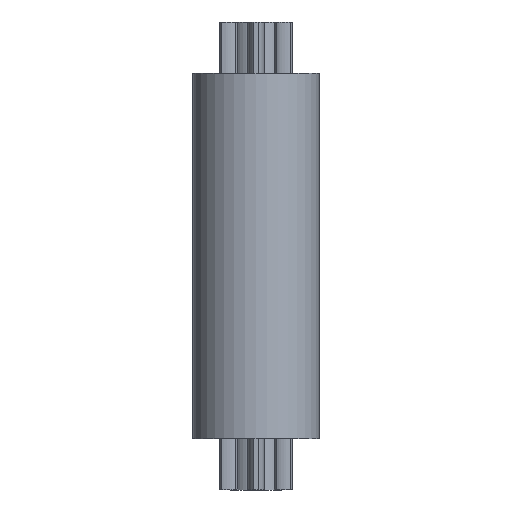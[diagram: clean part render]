
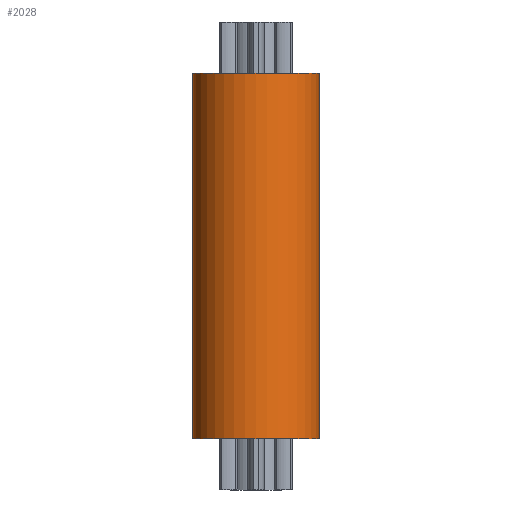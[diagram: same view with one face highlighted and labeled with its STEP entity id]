
A CAD part, front view. The second image highlights one B-rep face of the part: STEP entity #2028.
In plain terms, the highlighted cylindrical face has radius 3.7 mm (diameter 7.4 mm), a partial arc.
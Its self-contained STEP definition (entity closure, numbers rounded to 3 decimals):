
#217 = EDGE_CURVE ( 'NONE', #2240, #1983, #873, .T. ) ;
#345 = FACE_OUTER_BOUND ( 'NONE', #2649, .T. ) ;
#386 = AXIS2_PLACEMENT_3D ( 'NONE', #2225, #2487, #1661 ) ;
#556 = CARTESIAN_POINT ( 'NONE',  ( 3.7, 0., 34.765 ) ) ;
#610 = DIRECTION ( 'NONE',  ( -1., 0., 0. ) ) ;
#621 = VECTOR ( 'NONE', #1843, 1000. ) ;
#687 = LINE ( 'NONE', #2139, #621 ) ;
#825 = ORIENTED_EDGE ( 'NONE', *, *, #1851, .F. ) ;
#873 = LINE ( 'NONE', #556, #1358 ) ;
#1037 = DIRECTION ( 'NONE',  ( 1., 0., 0. ) ) ;
#1358 = VECTOR ( 'NONE', #2029, 1000. ) ;
#1436 = CARTESIAN_POINT ( 'NONE',  ( 3.7, 0., 3. ) ) ;
#1489 = ORIENTED_EDGE ( 'NONE', *, *, #2513, .T. ) ;
#1496 = CARTESIAN_POINT ( 'NONE',  ( -3.7, 0., 3. ) ) ;
#1546 = ORIENTED_EDGE ( 'NONE', *, *, #2685, .T. ) ;
#1661 = DIRECTION ( 'NONE',  ( -1., 0., 0. ) ) ;
#1781 = CYLINDRICAL_SURFACE ( 'NONE', #3350, 3.7 ) ;
#1843 = DIRECTION ( 'NONE',  ( 0., 0., -1. ) ) ;
#1849 = VERTEX_POINT ( 'NONE', #2821 ) ;
#1851 = EDGE_CURVE ( 'NONE', #1983, #2687, #3473, .T. ) ;
#1926 = CARTESIAN_POINT ( 'NONE',  ( 0., 0., 24.3 ) ) ;
#1983 = VERTEX_POINT ( 'NONE', #1436 ) ;
#2003 = CARTESIAN_POINT ( 'NONE',  ( 0., 0., 34.765 ) ) ;
#2028 = ADVANCED_FACE ( 'NONE', ( #345 ), #1781, .T. ) ;
#2029 = DIRECTION ( 'NONE',  ( 0., 0., -1. ) ) ;
#2139 = CARTESIAN_POINT ( 'NONE',  ( -3.7, 0., 34.765 ) ) ;
#2225 = CARTESIAN_POINT ( 'NONE',  ( 0., 0., 3. ) ) ;
#2240 = VERTEX_POINT ( 'NONE', #3723 ) ;
#2403 = ORIENTED_EDGE ( 'NONE', *, *, #217, .F. ) ;
#2487 = DIRECTION ( 'NONE',  ( 0., 0., -1. ) ) ;
#2513 = EDGE_CURVE ( 'NONE', #2240, #1849, #3219, .T. ) ;
#2649 = EDGE_LOOP ( 'NONE', ( #2403, #1489, #1546, #825 ) ) ;
#2685 = EDGE_CURVE ( 'NONE', #1849, #2687, #687, .T. ) ;
#2687 = VERTEX_POINT ( 'NONE', #1496 ) ;
#2821 = CARTESIAN_POINT ( 'NONE',  ( -3.7, 0., 24.3 ) ) ;
#2938 = DIRECTION ( 'NONE',  ( 0., 0., -1. ) ) ;
#3080 = DIRECTION ( 'NONE',  ( 0., 0., -1. ) ) ;
#3219 = CIRCLE ( 'NONE', #3522, 3.7 ) ;
#3350 = AXIS2_PLACEMENT_3D ( 'NONE', #2003, #2938, #610 ) ;
#3473 = CIRCLE ( 'NONE', #386, 3.7 ) ;
#3522 = AXIS2_PLACEMENT_3D ( 'NONE', #1926, #3080, #1037 ) ;
#3723 = CARTESIAN_POINT ( 'NONE',  ( 3.7, 0., 24.3 ) ) ;
